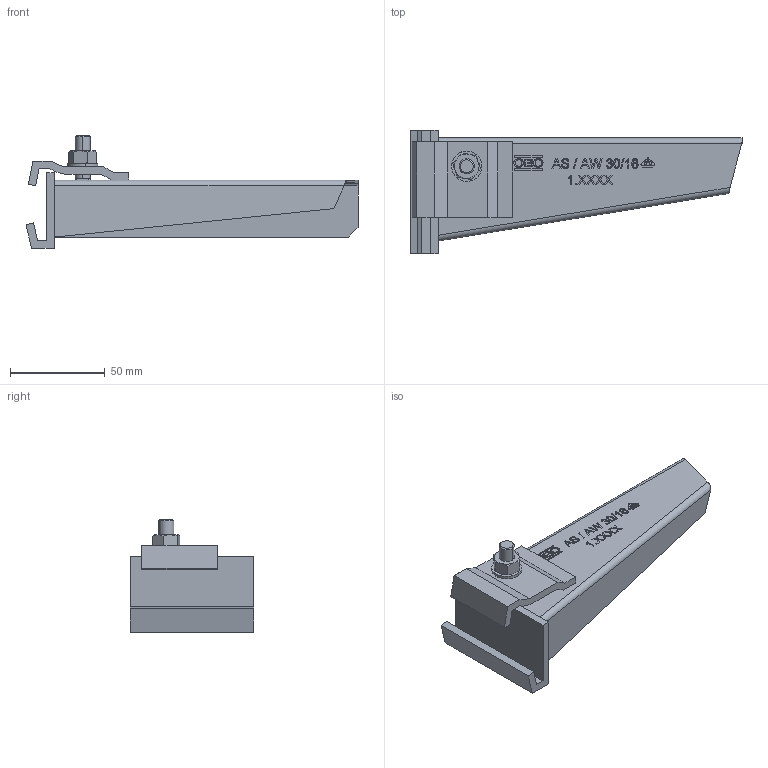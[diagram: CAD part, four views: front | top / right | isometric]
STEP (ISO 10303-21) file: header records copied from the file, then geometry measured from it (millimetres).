
FILE_DESCRIPTION((''),'2;1');
FILE_NAME('6418767_ASM','2013-02-14T',('AndreasKeweloh'),(''),'PRO/ENGINEER BY PARAMETRIC TECHNOLOGY CORPORATION, 2012360','PRO/ENGINEER BY PARAMETRIC TECHNOLOGY CORPORATION, 2012360','');
FILE_SCHEMA(('CONFIG_CONTROL_DESIGN'));
Length unit declared in the file: millimetre
Products named in the file (7): 6418767_04_019; 6418767_DIN_125; 6418767_HEXAGON; 6418767_M8X25; 6418767_022; 6418767_65_X_40_; 6418767_ASM
Assembly tree (6 placements, depth 2):
  6418767_ASM
    6418767_04_019
    6418767_DIN_125
    6418767_HEXAGON
    6418767_M8X25
    6418767_022
    6418767_65_X_40_
Bounding box: 174.9 x 65 x 59.5 mm (x, y, z)
Volume: 48395.2 mm3; surface area: 45309.4 mm2
Topology: 6 solids, 6 shells, 437 faces, 1119 edges, 731 vertices
Faces by surface type: plane 266, extrusion 92, cylinder 51, cone 22, bspline 4, sphere 2
Entity records: 16612 total; most frequent: CARTESIAN_POINT 6158, ORIENTED_EDGE 2238, DIRECTION 1829, EDGE_CURVE 1119, VECTOR 863, LINE 771, VERTEX_POINT 731, AXIS2_PLACEMENT_3D 483
